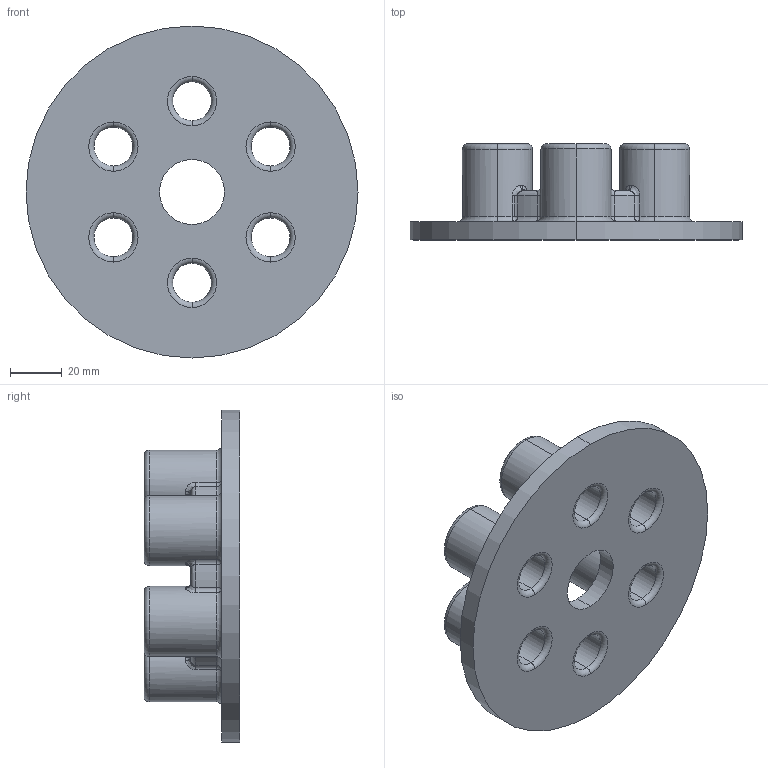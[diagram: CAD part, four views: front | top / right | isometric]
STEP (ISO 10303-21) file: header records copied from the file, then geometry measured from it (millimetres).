
FILE_DESCRIPTION (( 'STEP AP214' ), '1' );
FILE_NAME ('Pressure plate.STEP', '2024-07-06T22:04:00', ( '' ), ( '' ), 'SwSTEP 2.0', 'SolidWorks 2023', '' );
FILE_SCHEMA (( 'AUTOMOTIVE_DESIGN' ));
Length unit declared in the file: centimetre
Products named in the file (1): Pressure plate
Bounding box: 128 x 37 x 128 mm (x, y, z)
Volume: 153577.4 mm3; surface area: 50761 mm2
Topology: 1 solids, 1 shells, 223 faces, 518 edges, 278 vertices
Faces by surface type: torus 90, cylinder 70, bspline 24, sphere 24, plane 15
Entity records: 8031 total; most frequent: CARTESIAN_POINT 2968, DIRECTION 1218, ORIENTED_EDGE 996, AXIS2_PLACEMENT_3D 568, EDGE_CURVE 498, CIRCLE 368, VERTEX_POINT 278, EDGE_LOOP 238
